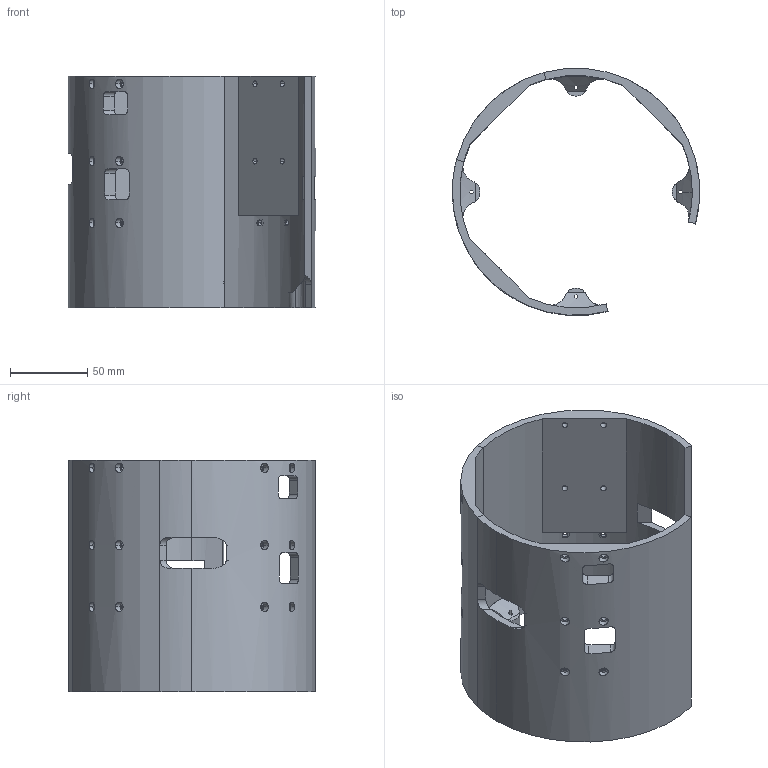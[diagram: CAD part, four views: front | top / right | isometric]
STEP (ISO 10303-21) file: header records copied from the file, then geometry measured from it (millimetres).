
FILE_DESCRIPTION (( 'STEP AP214' ), '1' );
FILE_NAME ('waist_to_mobile_ver2.STEP', '2024-12-25T16:16:23', ( '' ), ( '' ), 'SwSTEP 2.0', 'SolidWorks 2024', '' );
FILE_SCHEMA (( 'AUTOMOTIVE_DESIGN' ));
Length unit declared in the file: millimetre
Products named in the file (1): waist_to_mobile_ver2
Bounding box: 159.95 x 159.49 x 150 mm (x, y, z)
Volume: 340125.8 mm3; surface area: 132991.4 mm2
Topology: 3 solids, 3 shells, 197 faces, 521 edges, 345 vertices
Faces by surface type: cylinder 110, plane 82, cone 5
Entity records: 8099 total; most frequent: CARTESIAN_POINT 3116, ORIENTED_EDGE 1042, DIRECTION 976, EDGE_CURVE 521, AXIS2_PLACEMENT_3D 371, VERTEX_POINT 345, EDGE_LOOP 264, VECTOR 234
